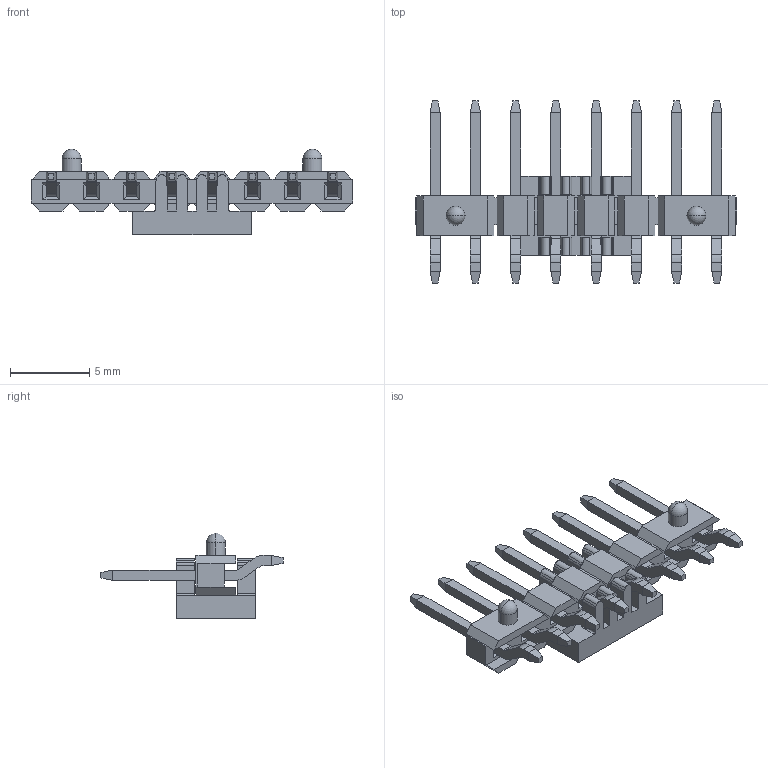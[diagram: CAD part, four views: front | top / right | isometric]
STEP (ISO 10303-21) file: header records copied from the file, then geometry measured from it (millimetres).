
FILE_DESCRIPTION( ('This file contains a STEP AP42 implementation' ,'as created by ZW3D STEP Interface translator.') ,'2;1' );
FILE_NAME( '1125-11XXXXZXXXXXXX(衄翐).stp' ,'23 329.1424 7', (''), ('ZWCAD Software Co.'), 'Version 1.0', 'ZW3D to STEP translator', '' );
FILE_SCHEMA(('AUTOMOTIVE_DESIGN { 1 0 10303 214 1 1 1 1 }'));
Length unit declared in the file: millimetre
Products named in the file (2): 0; 1125-1120XXZ120XXXX(衄翐)
Bounding box: 20.32 x 11.5 x 5.4 mm (x, y, z)
Volume: 198 mm3; surface area: 693 mm2
Topology: 10 solids, 10 shells, 472 faces, 1200 edges, 746 vertices
Faces by surface type: plane 404, cylinder 64, sphere 4
Entity records: 14343 total; most frequent: CARTESIAN_POINT 2415, ORIENTED_EDGE 2392, DIRECTION 2274, EDGE_CURVE 1196, VECTOR 1064, LINE 1064, VERTEX_POINT 746, AXIS2_PLACEMENT_3D 605
